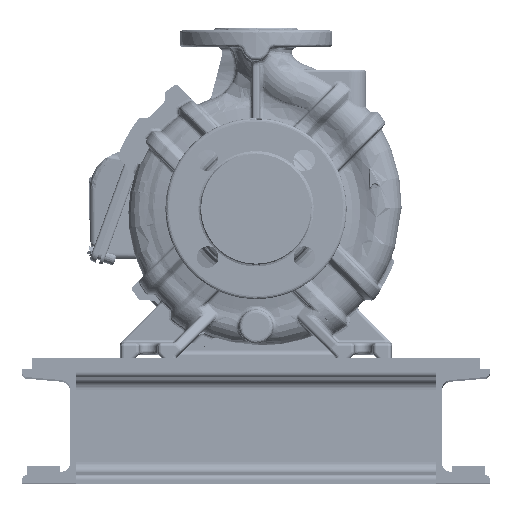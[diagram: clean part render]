
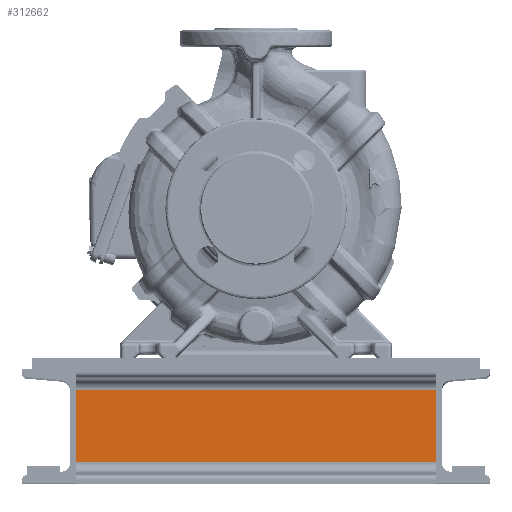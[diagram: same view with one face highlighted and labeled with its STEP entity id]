
A CAD part, top view. The second image highlights one B-rep face of the part: STEP entity #312662.
In plain terms, the highlighted face is planar.
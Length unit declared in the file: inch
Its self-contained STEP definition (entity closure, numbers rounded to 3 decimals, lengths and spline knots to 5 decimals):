
#875 = ORIENTED_EDGE ( 'NONE', *, *, #65041, .T. ) ;
#2991 = VECTOR ( 'NONE', #12014, 39.37008 ) ;
#8609 = DIRECTION ( 'NONE',  ( 0., 0., 1. ) ) ;
#12014 = DIRECTION ( 'NONE',  ( 0., -1., 0. ) ) ;
#28323 = AXIS2_PLACEMENT_3D ( 'NONE', #72950, #41955, #153427 ) ;
#30221 = DIRECTION ( 'NONE',  ( 0., -1., 0. ) ) ;
#41220 = LINE ( 'NONE', #262555, #2991 ) ;
#41955 = DIRECTION ( 'NONE',  ( -1., 0., 0. ) ) ;
#54077 = CARTESIAN_POINT ( 'NONE',  ( 0.20866, 1.26264, -6.25 ) ) ;
#57123 = LINE ( 'NONE', #60705, #126661 ) ;
#60705 = CARTESIAN_POINT ( 'NONE',  ( 0.20866, -1.26264, -6.25 ) ) ;
#65041 = EDGE_CURVE ( 'NONE', #172906, #146740, #200207, .T. ) ;
#72198 = EDGE_LOOP ( 'NONE', ( #274639, #875, #101057, #284162 ) ) ;
#72950 = CARTESIAN_POINT ( 'NONE',  ( 0.20866, 1.26264, -6.25 ) ) ;
#84969 = EDGE_CURVE ( 'NONE', #287318, #197348, #41220, .T. ) ;
#101057 = ORIENTED_EDGE ( 'NONE', *, *, #102399, .F. ) ;
#102399 = EDGE_CURVE ( 'NONE', #197348, #146740, #57123, .T. ) ;
#107307 = VECTOR ( 'NONE', #8609, 39.37008 ) ;
#126661 = VECTOR ( 'NONE', #254634, 39.37008 ) ;
#129858 = CARTESIAN_POINT ( 'NONE',  ( 0.20866, 1.26264, 6.25 ) ) ;
#146740 = VERTEX_POINT ( 'NONE', #203781 ) ;
#153427 = DIRECTION ( 'NONE',  ( 0., 0., 1. ) ) ;
#154706 = CARTESIAN_POINT ( 'NONE',  ( 0.20866, 1.26264, -6.25 ) ) ;
#169597 = EDGE_CURVE ( 'NONE', #287318, #172906, #182174, .T. ) ;
#172906 = VERTEX_POINT ( 'NONE', #129858 ) ;
#182174 = LINE ( 'NONE', #154706, #107307 ) ;
#197348 = VERTEX_POINT ( 'NONE', #282228 ) ;
#200207 = LINE ( 'NONE', #306405, #257463 ) ;
#203781 = CARTESIAN_POINT ( 'NONE',  ( 0.20866, -1.26264, 6.25 ) ) ;
#254634 = DIRECTION ( 'NONE',  ( 0., 0., 1. ) ) ;
#257463 = VECTOR ( 'NONE', #30221, 39.37008 ) ;
#262555 = CARTESIAN_POINT ( 'NONE',  ( 0.20866, 1.26264, -6.25 ) ) ;
#274639 = ORIENTED_EDGE ( 'NONE', *, *, #169597, .T. ) ;
#282228 = CARTESIAN_POINT ( 'NONE',  ( 0.20866, -1.26264, -6.25 ) ) ;
#284162 = ORIENTED_EDGE ( 'NONE', *, *, #84969, .F. ) ;
#287318 = VERTEX_POINT ( 'NONE', #54077 ) ;
#292544 = PLANE ( 'NONE',  #28323 ) ;
#297943 = FACE_OUTER_BOUND ( 'NONE', #72198, .T. ) ;
#306405 = CARTESIAN_POINT ( 'NONE',  ( 0.20866, 1.26264, 6.25 ) ) ;
#312662 = ADVANCED_FACE ( 'NONE', ( #297943 ), #292544, .F. ) ;
